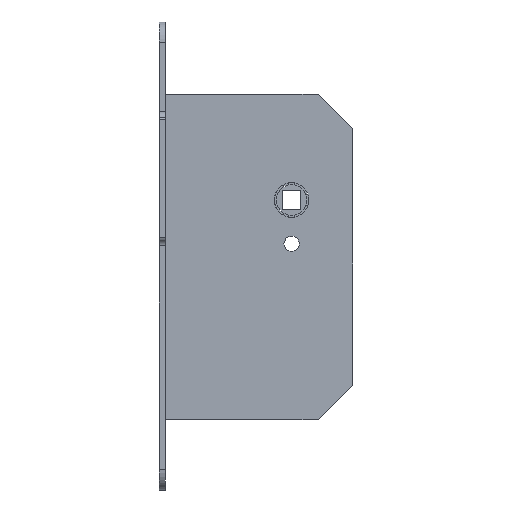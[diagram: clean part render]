
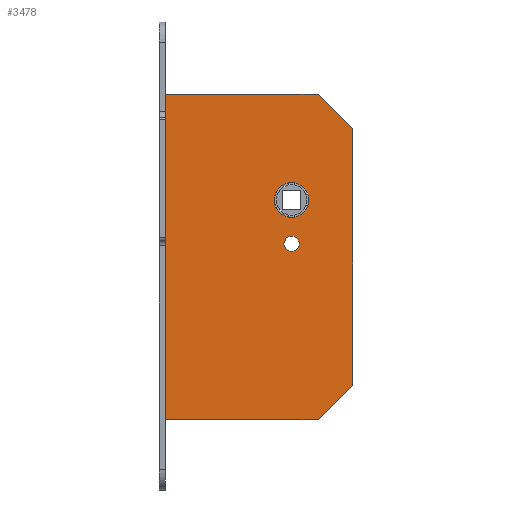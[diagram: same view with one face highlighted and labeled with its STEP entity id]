
A CAD part, top view. The second image highlights one B-rep face of the part: STEP entity #3478.
In plain terms, the highlighted planar face has unit normal (0, 0, 1).
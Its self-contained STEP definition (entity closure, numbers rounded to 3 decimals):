
#27 = EDGE_CURVE ( 'NONE', #895, #7103, #6589, .T. ) ;
#126 = EDGE_LOOP ( 'NONE', ( #291, #5815 ) ) ;
#162 = DIRECTION ( 'NONE',  ( 1., 0., 0. ) ) ;
#247 = EDGE_CURVE ( 'NONE', #7645, #6209, #2088, .T. ) ;
#291 = ORIENTED_EDGE ( 'NONE', *, *, #247, .F. ) ;
#306 = CARTESIAN_POINT ( 'NONE',  ( 13., 52., 7.75 ) ) ;
#560 = DIRECTION ( 'NONE',  ( 1., 0., 0. ) ) ;
#895 = VERTEX_POINT ( 'NONE', #978 ) ;
#897 = CARTESIAN_POINT ( 'NONE',  ( 0., 0., 7.75 ) ) ;
#978 = CARTESIAN_POINT ( 'NONE',  ( 13., -108., 7.75 ) ) ;
#1040 = DIRECTION ( 'NONE',  ( 1., 0., 0. ) ) ;
#1288 = LINE ( 'NONE', #4238, #2800 ) ;
#1524 = VECTOR ( 'NONE', #8630, 1000. ) ;
#1686 = ORIENTED_EDGE ( 'NONE', *, *, #6874, .F. ) ;
#1716 = LINE ( 'NONE', #306, #1983 ) ;
#1796 = DIRECTION ( 'NONE',  ( 0., 0., 1. ) ) ;
#1845 = DIRECTION ( 'NONE',  ( 1., 0., 0. ) ) ;
#1932 = DIRECTION ( 'NONE',  ( 1., 0., 0. ) ) ;
#1983 = VECTOR ( 'NONE', #4089, 1000. ) ;
#2017 = CARTESIAN_POINT ( 'NONE',  ( 8.5, 0., 7.75 ) ) ;
#2088 = CIRCLE ( 'NONE', #6272, 8.5 ) ;
#2188 = CARTESIAN_POINT ( 'NONE',  ( 30., 35., 7.75 ) ) ;
#2315 = CARTESIAN_POINT ( 'NONE',  ( -62., -108., 7.75 ) ) ;
#2396 = LINE ( 'NONE', #3032, #5622 ) ;
#2416 = CARTESIAN_POINT ( 'NONE',  ( -3.75, -21.5, 7.75 ) ) ;
#2554 = LINE ( 'NONE', #3244, #4137 ) ;
#2564 = CARTESIAN_POINT ( 'NONE',  ( 0., -21.5, 7.75 ) ) ;
#2792 = ORIENTED_EDGE ( 'NONE', *, *, #27, .T. ) ;
#2800 = VECTOR ( 'NONE', #560, 1000. ) ;
#2973 = DIRECTION ( 'NONE',  ( 1., 0., 0. ) ) ;
#3032 = CARTESIAN_POINT ( 'NONE',  ( 30., -91., 7.75 ) ) ;
#3169 = ORIENTED_EDGE ( 'NONE', *, *, #3179, .T. ) ;
#3179 = EDGE_CURVE ( 'NONE', #4158, #895, #1288, .T. ) ;
#3244 = CARTESIAN_POINT ( 'NONE',  ( -62., 52., 7.75 ) ) ;
#3312 = CARTESIAN_POINT ( 'NONE',  ( 0., 0., 7.75 ) ) ;
#3339 = FACE_BOUND ( 'NONE', #126, .T. ) ;
#3478 = ADVANCED_FACE ( 'NONE', ( #6994, #7045, #3339 ), #7817, .T. ) ;
#3654 = ORIENTED_EDGE ( 'NONE', *, *, #7958, .F. ) ;
#3700 = CARTESIAN_POINT ( 'NONE',  ( 13., 52., 7.75 ) ) ;
#3747 = CARTESIAN_POINT ( 'NONE',  ( 0., -21.5, 7.75 ) ) ;
#3834 = DIRECTION ( 'NONE',  ( -0.707, 0.707, 0. ) ) ;
#3844 = AXIS2_PLACEMENT_3D ( 'NONE', #897, #3857, #162 ) ;
#3857 = DIRECTION ( 'NONE',  ( 0., 0., 1. ) ) ;
#3921 = CIRCLE ( 'NONE', #6413, 3.75 ) ;
#3956 = ORIENTED_EDGE ( 'NONE', *, *, #6271, .T. ) ;
#4077 = CIRCLE ( 'NONE', #5169, 3.75 ) ;
#4089 = DIRECTION ( 'NONE',  ( -1., 0., 0. ) ) ;
#4119 = CARTESIAN_POINT ( 'NONE',  ( 0., 0., 7.75 ) ) ;
#4137 = VECTOR ( 'NONE', #5393, 1000. ) ;
#4158 = VERTEX_POINT ( 'NONE', #2315 ) ;
#4238 = CARTESIAN_POINT ( 'NONE',  ( -62., -108., 7.75 ) ) ;
#4431 = DIRECTION ( 'NONE',  ( 0., 0., 1. ) ) ;
#4603 = EDGE_CURVE ( 'NONE', #6209, #7645, #8033, .T. ) ;
#4673 = ORIENTED_EDGE ( 'NONE', *, *, #4701, .T. ) ;
#4701 = EDGE_CURVE ( 'NONE', #8032, #7520, #1716, .T. ) ;
#5012 = CARTESIAN_POINT ( 'NONE',  ( 3.75, -21.5, 7.75 ) ) ;
#5138 = CARTESIAN_POINT ( 'NONE',  ( 30., 35., 7.75 ) ) ;
#5169 = AXIS2_PLACEMENT_3D ( 'NONE', #3747, #4431, #2973 ) ;
#5342 = CARTESIAN_POINT ( 'NONE',  ( 30., -91., 7.75 ) ) ;
#5393 = DIRECTION ( 'NONE',  ( 0., -1., 0. ) ) ;
#5432 = CARTESIAN_POINT ( 'NONE',  ( -8.5, 0., 7.75 ) ) ;
#5622 = VECTOR ( 'NONE', #7564, 1000. ) ;
#5668 = CARTESIAN_POINT ( 'NONE',  ( 13., -108., 7.75 ) ) ;
#5815 = ORIENTED_EDGE ( 'NONE', *, *, #4603, .F. ) ;
#5877 = ORIENTED_EDGE ( 'NONE', *, *, #8385, .T. ) ;
#6209 = VERTEX_POINT ( 'NONE', #2017 ) ;
#6271 = EDGE_CURVE ( 'NONE', #7103, #7542, #2396, .T. ) ;
#6272 = AXIS2_PLACEMENT_3D ( 'NONE', #3312, #7608, #1040 ) ;
#6402 = EDGE_LOOP ( 'NONE', ( #4673, #9455, #3169, #2792, #3956, #5877 ) ) ;
#6413 = AXIS2_PLACEMENT_3D ( 'NONE', #2564, #1796, #1845 ) ;
#6589 = LINE ( 'NONE', #5668, #1524 ) ;
#6874 = EDGE_CURVE ( 'NONE', #8601, #7788, #3921, .T. ) ;
#6994 = FACE_BOUND ( 'NONE', #7095, .T. ) ;
#7045 = FACE_OUTER_BOUND ( 'NONE', #6402, .T. ) ;
#7095 = EDGE_LOOP ( 'NONE', ( #1686, #3654 ) ) ;
#7103 = VERTEX_POINT ( 'NONE', #5342 ) ;
#7520 = VERTEX_POINT ( 'NONE', #8984 ) ;
#7542 = VERTEX_POINT ( 'NONE', #5138 ) ;
#7564 = DIRECTION ( 'NONE',  ( 0., 1., 0. ) ) ;
#7584 = LINE ( 'NONE', #2188, #8490 ) ;
#7608 = DIRECTION ( 'NONE',  ( 0., 0., 1. ) ) ;
#7624 = AXIS2_PLACEMENT_3D ( 'NONE', #4119, #9330, #1932 ) ;
#7645 = VERTEX_POINT ( 'NONE', #5432 ) ;
#7788 = VERTEX_POINT ( 'NONE', #5012 ) ;
#7817 = PLANE ( 'NONE',  #7624 ) ;
#7958 = EDGE_CURVE ( 'NONE', #7788, #8601, #4077, .T. ) ;
#8032 = VERTEX_POINT ( 'NONE', #3700 ) ;
#8033 = CIRCLE ( 'NONE', #3844, 8.5 ) ;
#8385 = EDGE_CURVE ( 'NONE', #7542, #8032, #7584, .T. ) ;
#8490 = VECTOR ( 'NONE', #3834, 1000. ) ;
#8534 = EDGE_CURVE ( 'NONE', #7520, #4158, #2554, .T. ) ;
#8601 = VERTEX_POINT ( 'NONE', #2416 ) ;
#8630 = DIRECTION ( 'NONE',  ( 0.707, 0.707, 0. ) ) ;
#8984 = CARTESIAN_POINT ( 'NONE',  ( -62., 52., 7.75 ) ) ;
#9330 = DIRECTION ( 'NONE',  ( 0., 0., 1. ) ) ;
#9455 = ORIENTED_EDGE ( 'NONE', *, *, #8534, .T. ) ;
